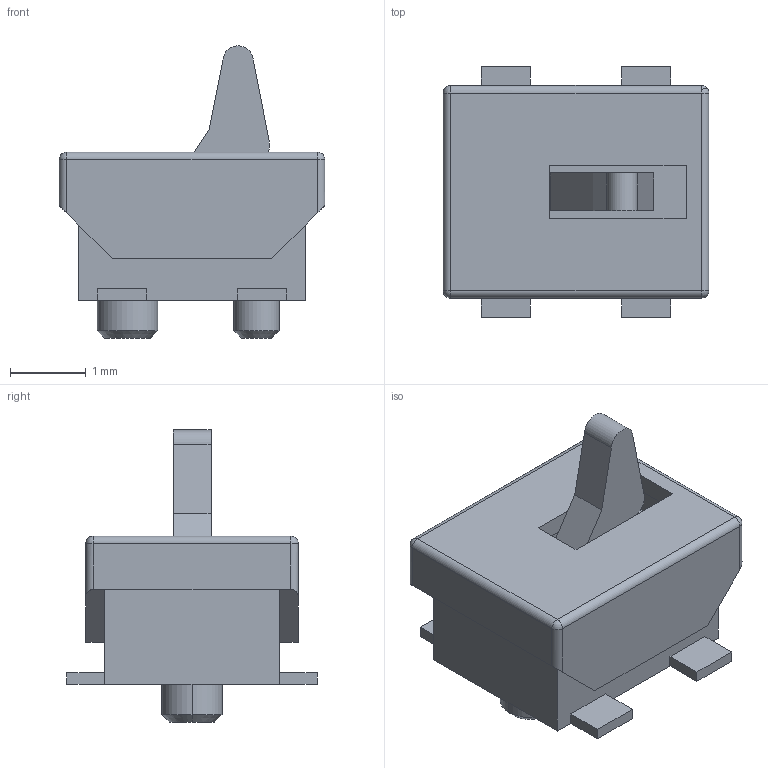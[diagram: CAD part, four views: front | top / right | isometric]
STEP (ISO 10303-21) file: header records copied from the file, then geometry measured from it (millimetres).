
FILE_DESCRIPTION((''),'2;1');
FILE_NAME('SW_C&K_HDT0001.stp','2012-08-15T12:21:04',(''),(''),'Mechanical Desktop 2011','Mechanical Desktop 2011',', , ');
FILE_SCHEMA(('AUTOMOTIVE_DESIGN { 1 2 10303 214 1 1 1 1 }'));
Length unit declared in the file: millimetre
Products named in the file (1): Product
Bounding box: 3.5 x 3.3 x 3.85 mm (x, y, z)
Volume: 16.9 mm3; surface area: 85.3 mm2
Topology: 9 solids, 9 shells, 91 faces, 200 edges, 127 vertices
Faces by surface type: plane 58, cylinder 14, bspline 10, sphere 5, cone 4
Entity records: 2505 total; most frequent: CARTESIAN_POINT 446, DIRECTION 398, ORIENTED_EDGE 394, EDGE_CURVE 197, VECTOR 162, LINE 162, VERTEX_POINT 125, AXIS2_PLACEMENT_3D 118
